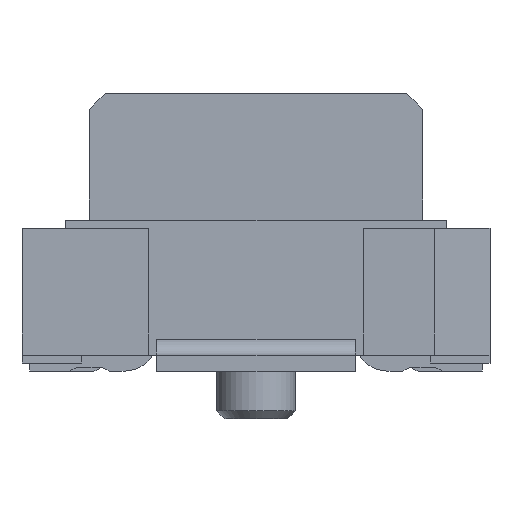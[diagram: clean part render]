
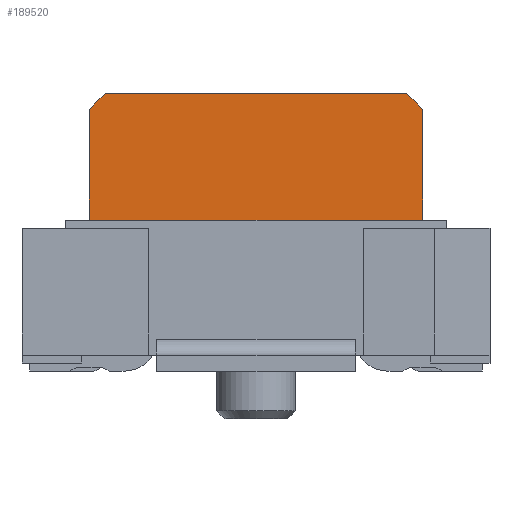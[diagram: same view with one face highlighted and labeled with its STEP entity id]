
A CAD part, front view. The second image highlights one B-rep face of the part: STEP entity #189520.
In plain terms, the highlighted planar face has unit normal (0, -1, 0).
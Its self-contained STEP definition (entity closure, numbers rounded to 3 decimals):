
#26570=CARTESIAN_POINT('',(0.541,-1.05,3.508));
#26580=VERTEX_POINT('',#26570);
#26730=CARTESIAN_POINT('',(0.741,-1.05,3.308));
#26740=VERTEX_POINT('',#26730);
#26770=CARTESIAN_POINT('',(4.049,-1.05,0.));
#26780=DIRECTION('',(0.707,0.,-0.707));
#26790=VECTOR('',#26780,1.);
#26800=LINE('',#26770,#26790);
#26810=EDGE_CURVE('',#26580,#26740,#26800,.T.);
#68450=CARTESIAN_POINT('',(-3.159,-1.05,1.308));
#68460=VERTEX_POINT('',#68450);
#68490=CARTESIAN_POINT('',(0.,-1.05,1.308));
#68500=DIRECTION('',(1.,0.,0.));
#68510=VECTOR('',#68500,1.);
#68520=LINE('',#68490,#68510);
#68530=CARTESIAN_POINT('',(0.441,-1.05,1.308));
#68540=VERTEX_POINT('',#68530);
#68550=EDGE_CURVE('',#68460,#68540,#68520,.T.);
#165480=CARTESIAN_POINT('',(-3.459,-1.05,3.308));
#165490=VERTEX_POINT('',#165480);
#165520=CARTESIAN_POINT('',(-3.459,-1.05,0.));
#165530=DIRECTION('',(0.,0.,1.));
#165540=VECTOR('',#165530,1.);
#165550=LINE('',#165520,#165540);
#165560=CARTESIAN_POINT('',(-3.459,-1.05,1.808));
#165570=VERTEX_POINT('',#165560);
#165580=EDGE_CURVE('',#165570,#165490,#165550,.T.);
#172790=CARTESIAN_POINT('',(0.441,-1.05,1.708));
#172800=VERTEX_POINT('',#172790);
#172830=CARTESIAN_POINT('',(-1.267,-1.05,0.));
#172840=DIRECTION('',(0.707,0.,0.707));
#172850=VECTOR('',#172840,1.);
#172860=LINE('',#172830,#172850);
#172870=CARTESIAN_POINT('',(0.541,-1.05,1.808));
#172880=VERTEX_POINT('',#172870);
#172890=EDGE_CURVE('',#172800,#172880,#172860,.T.);
#188890=CARTESIAN_POINT('',(0.741,-1.05,1.808));
#188900=DIRECTION('',(-0.,-1.,-0.));
#188910=DIRECTION('',(-1.,0.,0.));
#188920=AXIS2_PLACEMENT_3D('',#188890,#188900,#188910);
#188930=PLANE('',#188920);
#188940=CARTESIAN_POINT('',(-6.767,-1.05,0.));
#188950=DIRECTION('',(0.707,0.,0.707));
#188960=VECTOR('',#188950,1.);
#188970=LINE('',#188940,#188960);
#188980=CARTESIAN_POINT('',(-3.259,-1.05,3.508));
#188990=VERTEX_POINT('',#188980);
#189000=EDGE_CURVE('',#165490,#188990,#188970,.T.);
#189010=ORIENTED_EDGE('',*,*,#189000,.F.);
#189020=CARTESIAN_POINT('',(0.,-1.05,3.508));
#189030=DIRECTION('',(1.,0.,0.));
#189040=VECTOR('',#189030,1.);
#189050=LINE('',#189020,#189040);
#189060=EDGE_CURVE('',#188990,#26580,#189050,.T.);
#189070=ORIENTED_EDGE('',*,*,#189060,.F.);
#189080=ORIENTED_EDGE('',*,*,#26810,.F.);
#189090=CARTESIAN_POINT('',(0.741,-1.05,0.));
#189100=DIRECTION('',(0.,0.,-1.));
#189110=VECTOR('',#189100,1.);
#189120=LINE('',#189090,#189110);
#189130=CARTESIAN_POINT('',(0.741,-1.05,1.808));
#189140=VERTEX_POINT('',#189130);
#189150=EDGE_CURVE('',#26740,#189140,#189120,.T.);
#189160=ORIENTED_EDGE('',*,*,#189150,.F.);
#189170=CARTESIAN_POINT('',(0.,-1.05,1.808));
#189180=DIRECTION('',(1.,0.,0.));
#189190=VECTOR('',#189180,1.);
#189200=LINE('',#189170,#189190);
#189210=EDGE_CURVE('',#172880,#189140,#189200,.T.);
#189220=ORIENTED_EDGE('',*,*,#189210,.T.);
#189230=ORIENTED_EDGE('',*,*,#172890,.T.);
#189240=CARTESIAN_POINT('',(0.441,-1.05,0.));
#189250=DIRECTION('',(0.,0.,-1.));
#189260=VECTOR('',#189250,1.);
#189270=LINE('',#189240,#189260);
#189280=EDGE_CURVE('',#172800,#68540,#189270,.T.);
#189290=ORIENTED_EDGE('',*,*,#189280,.F.);
#189300=ORIENTED_EDGE('',*,*,#68550,.T.);
#189310=CARTESIAN_POINT('',(-3.159,-1.05,0.));
#189320=DIRECTION('',(0.,0.,1.));
#189330=VECTOR('',#189320,1.);
#189340=LINE('',#189310,#189330);
#189350=CARTESIAN_POINT('',(-3.159,-1.05,1.708));
#189360=VERTEX_POINT('',#189350);
#189370=EDGE_CURVE('',#68460,#189360,#189340,.T.);
#189380=ORIENTED_EDGE('',*,*,#189370,.F.);
#189390=CARTESIAN_POINT('',(-1.451,-1.05,0.));
#189400=DIRECTION('',(0.707,0.,-0.707));
#189410=VECTOR('',#189400,1.);
#189420=LINE('',#189390,#189410);
#189430=CARTESIAN_POINT('',(-3.259,-1.05,1.808));
#189440=VERTEX_POINT('',#189430);
#189450=EDGE_CURVE('',#189440,#189360,#189420,.T.);
#189460=ORIENTED_EDGE('',*,*,#189450,.T.);
#189470=EDGE_CURVE('',#165570,#189440,#189200,.T.);
#189480=ORIENTED_EDGE('',*,*,#189470,.T.);
#189490=ORIENTED_EDGE('',*,*,#165580,.F.);
#189500=EDGE_LOOP('',(#189490,#189480,#189460,#189380,#189300,#189290,
#189230,#189220,#189160,#189080,#189070,#189010));
#189510=FACE_OUTER_BOUND('',#189500,.T.);
#189520=ADVANCED_FACE('',(#189510),#188930,.T.);
